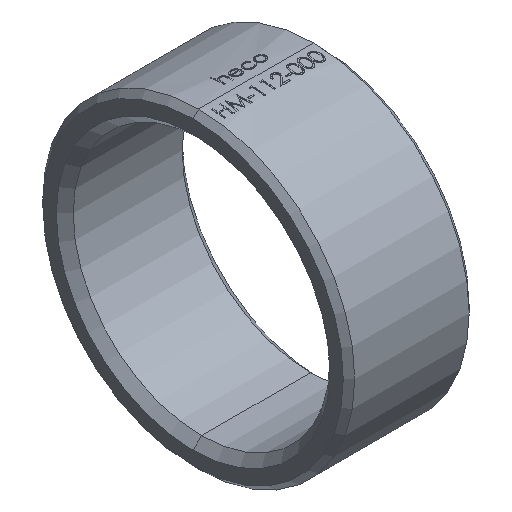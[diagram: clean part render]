
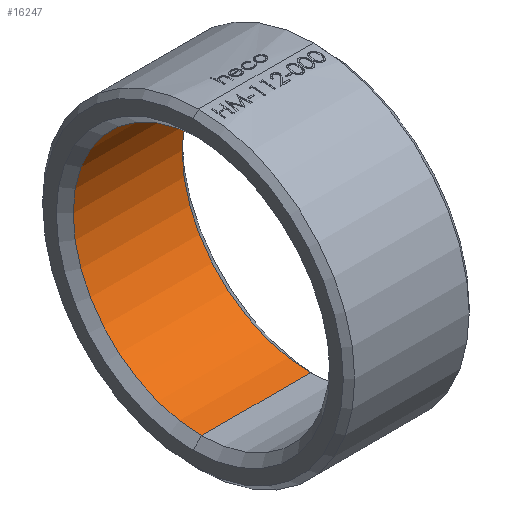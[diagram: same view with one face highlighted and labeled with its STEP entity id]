
A CAD part, isometric view. The second image highlights one B-rep face of the part: STEP entity #16247.
In plain terms, the highlighted cylindrical face has radius 22.425 mm (diameter 44.85 mm), a partial arc.
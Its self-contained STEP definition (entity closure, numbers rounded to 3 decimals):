
#667 = CARTESIAN_POINT ( 'NONE',  ( 1.48, 0., 22.425 ) ) ;
#741 = ORIENTED_EDGE ( 'NONE', *, *, #7127, .T. ) ;
#993 = VERTEX_POINT ( 'NONE', #2485 ) ;
#1822 = ORIENTED_EDGE ( 'NONE', *, *, #15488, .F. ) ;
#2186 = VERTEX_POINT ( 'NONE', #5640 ) ;
#2323 = DIRECTION ( 'NONE',  ( 0., 0., -1. ) ) ;
#2485 = CARTESIAN_POINT ( 'NONE',  ( 1.48, 0., -22.425 ) ) ;
#2770 = VECTOR ( 'NONE', #4391, 1000. ) ;
#3498 = CARTESIAN_POINT ( 'NONE',  ( 20.52, 0., 22.425 ) ) ;
#3761 = AXIS2_PLACEMENT_3D ( 'NONE', #10252, #5236, #8133 ) ;
#3902 = CARTESIAN_POINT ( 'NONE',  ( 22.001, 0., -22.425 ) ) ;
#4156 = CARTESIAN_POINT ( 'NONE',  ( 22.001, 0., 22.425 ) ) ;
#4391 = DIRECTION ( 'NONE',  ( -1., 0., 0. ) ) ;
#5236 = DIRECTION ( 'NONE',  ( -1., 0., 0. ) ) ;
#5390 = LINE ( 'NONE', #4156, #2770 ) ;
#5404 = CARTESIAN_POINT ( 'NONE',  ( 20.52, 0., 0. ) ) ;
#5640 = CARTESIAN_POINT ( 'NONE',  ( 20.52, 0., -22.425 ) ) ;
#6100 = FACE_OUTER_BOUND ( 'NONE', #15835, .T. ) ;
#6333 = DIRECTION ( 'NONE',  ( -1., 0., 0. ) ) ;
#6703 = DIRECTION ( 'NONE',  ( 1., 0., 0. ) ) ;
#7127 = EDGE_CURVE ( 'NONE', #7351, #10736, #5390, .T. ) ;
#7351 = VERTEX_POINT ( 'NONE', #3498 ) ;
#7591 = CIRCLE ( 'NONE', #7700, 22.425 ) ;
#7672 = CIRCLE ( 'NONE', #15491, 22.425 ) ;
#7700 = AXIS2_PLACEMENT_3D ( 'NONE', #14042, #6333, #2323 ) ;
#8016 = DIRECTION ( 'NONE',  ( 0., 0., -1. ) ) ;
#8048 = EDGE_CURVE ( 'NONE', #10736, #993, #7591, .T. ) ;
#8107 = ORIENTED_EDGE ( 'NONE', *, *, #8048, .T. ) ;
#8133 = DIRECTION ( 'NONE',  ( 0., 0., 1. ) ) ;
#10050 = EDGE_CURVE ( 'NONE', #2186, #7351, #7672, .T. ) ;
#10252 = CARTESIAN_POINT ( 'NONE',  ( 22.001, 0., 0. ) ) ;
#10736 = VERTEX_POINT ( 'NONE', #667 ) ;
#11540 = LINE ( 'NONE', #3902, #13141 ) ;
#12185 = ORIENTED_EDGE ( 'NONE', *, *, #10050, .T. ) ;
#13141 = VECTOR ( 'NONE', #14044, 1000. ) ;
#14042 = CARTESIAN_POINT ( 'NONE',  ( 1.48, 0., 0. ) ) ;
#14044 = DIRECTION ( 'NONE',  ( -1., 0., 0. ) ) ;
#14528 = CYLINDRICAL_SURFACE ( 'NONE', #3761, 22.425 ) ;
#15488 = EDGE_CURVE ( 'NONE', #2186, #993, #11540, .T. ) ;
#15491 = AXIS2_PLACEMENT_3D ( 'NONE', #5404, #6703, #8016 ) ;
#15835 = EDGE_LOOP ( 'NONE', ( #1822, #12185, #741, #8107 ) ) ;
#16247 = ADVANCED_FACE ( 'NONE', ( #6100 ), #14528, .F. ) ;
